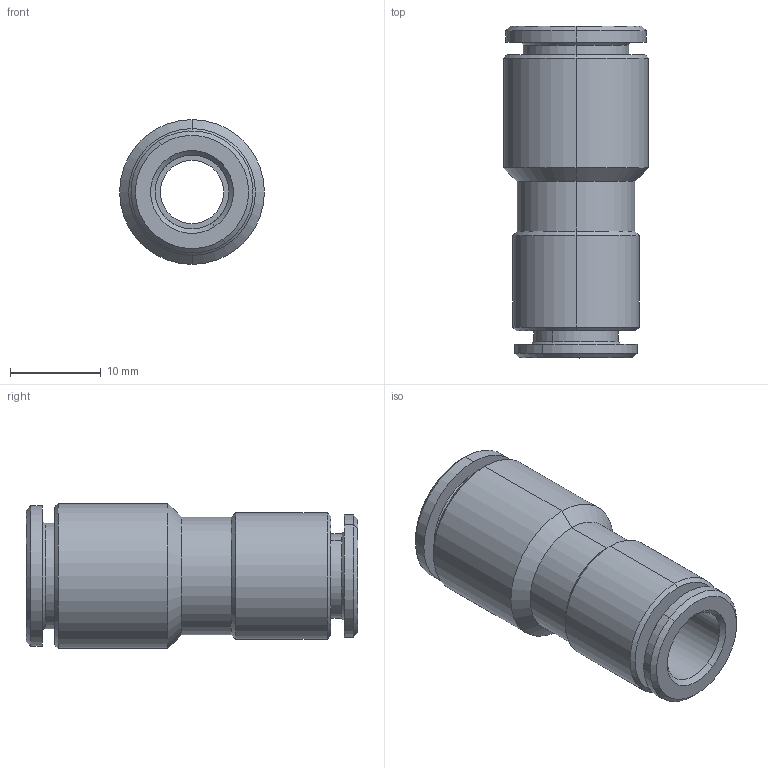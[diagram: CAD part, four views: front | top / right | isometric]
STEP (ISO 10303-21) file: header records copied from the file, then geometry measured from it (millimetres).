
FILE_DESCRIPTION (( 'STEP AP203' ), '1' );
FILE_NAME ('B0155040.STEP', '2011-04-14T09:06:27', ( '' ), ( 'sopra-pneumatic' ), 'SwSTEP 2.0', 'SolidWorks 2009', '' );
FILE_SCHEMA (( 'CONFIG_CONTROL_DESIGN' ));
Length unit declared in the file: millimetre
Products named in the file (1): B0155040
Bounding box: 16 x 36.65 x 16 mm (x, y, z)
Volume: 3555.9 mm3; surface area: 3245.8 mm2
Topology: 1 solids, 1 shells, 51 faces, 104 edges, 62 vertices
Faces by surface type: cylinder 22, cone 20, plane 9
Entity records: 1425 total; most frequent: DIRECTION 270, CARTESIAN_POINT 218, ORIENTED_EDGE 208, AXIS2_PLACEMENT_3D 114, EDGE_CURVE 104, VERTEX_POINT 62, CIRCLE 62, EDGE_LOOP 60
